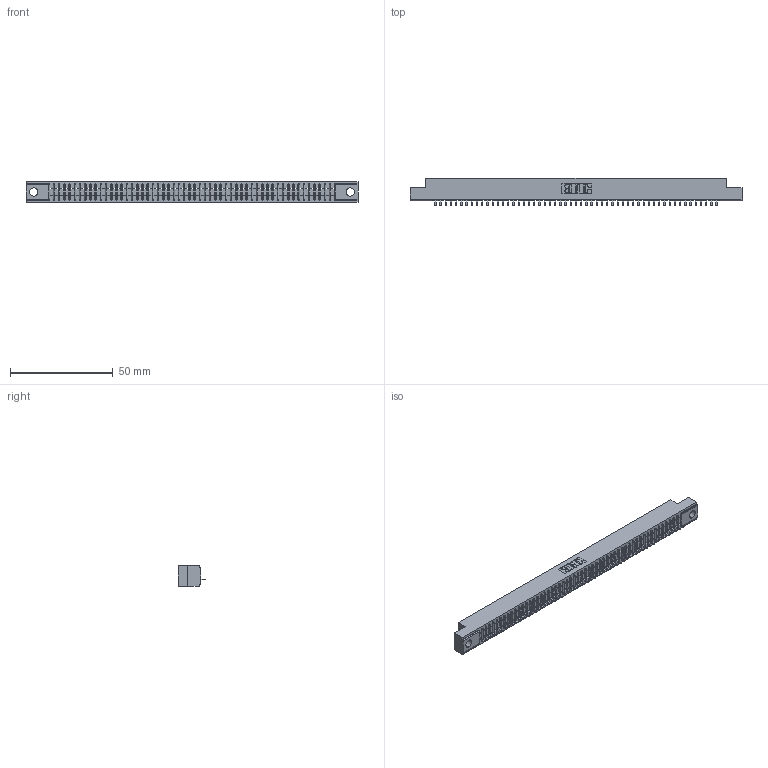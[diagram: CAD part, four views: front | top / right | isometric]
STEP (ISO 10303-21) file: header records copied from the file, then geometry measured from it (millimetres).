
FILE_DESCRIPTION (( 'STEP AP203' ), '1' );
FILE_NAME ('391-055-524-104.STEP', '2018-08-09T07:44:48', ( '' ), ( '' ), 'SwSTEP 2.0', 'SolidWorks 2016', '' );
FILE_SCHEMA (( 'CONFIG_CONTROL_DESIGN' ));
Length unit declared in the file: inch
Products named in the file (3): 341 Part_.156 (3.96) Dia Mounting Holes; 341-292-001_341-292-124; 391-055-524-104
Assembly tree (56 placements, depth 2):
  391-055-524-104
    341 Part_.156 (3.96) Dia Mounting Holes
    341-292-001_341-292-124  x55
Bounding box: 161.93 x 13.64 x 10.16 mm (x, y, z)
Volume: 11464.1 mm3; surface area: 17802.2 mm2
Topology: 56 solids, 56 shells, 4640 faces, 13387 edges, 8590 vertices
Faces by surface type: plane 2887, cylinder 1533, sphere 112, torus 108
Entity records: 63488 total; most frequent: CARTESIAN_POINT 10796, ORIENTED_EDGE 10782, DIRECTION 10403, EDGE_CURVE 5391, LINE 4377, VECTOR 4377, VERTEX_POINT 3406, AXIS2_PLACEMENT_3D 3013
